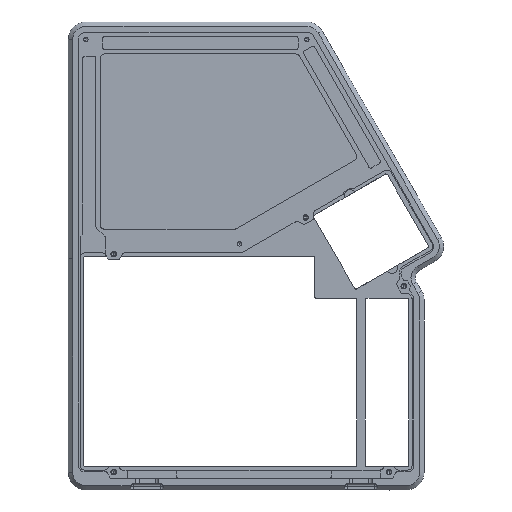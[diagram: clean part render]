
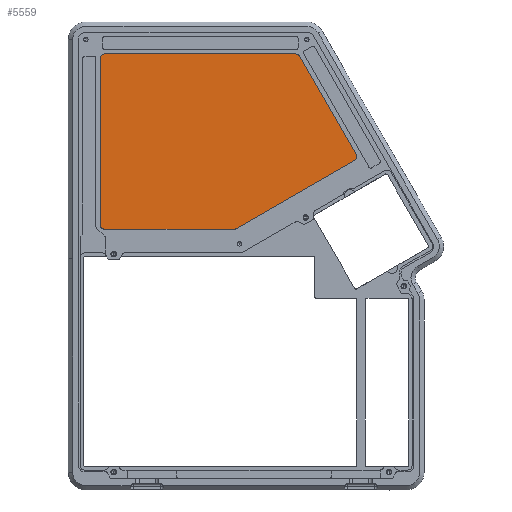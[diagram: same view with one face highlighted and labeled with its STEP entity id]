
A CAD part, front view. The second image highlights one B-rep face of the part: STEP entity #5559.
In plain terms, the highlighted planar face has unit normal (0, -1, 0).
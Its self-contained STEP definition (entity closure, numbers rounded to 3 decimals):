
#71 = VECTOR ( 'NONE', #2128, 1000. ) ;
#89 = CARTESIAN_POINT ( 'NONE',  ( 33.167, -8.7, 106.78 ) ) ;
#404 = CIRCLE ( 'NONE', #8013, 2. ) ;
#509 = ORIENTED_EDGE ( 'NONE', *, *, #2361, .T. ) ;
#851 = CARTESIAN_POINT ( 'NONE',  ( -54.121, -8.7, 108.78 ) ) ;
#863 = DIRECTION ( 'NONE',  ( 0., -1., 0. ) ) ;
#1163 = CARTESIAN_POINT ( 'NONE',  ( 34.899, -8.7, 107.78 ) ) ;
#1237 = CARTESIAN_POINT ( 'NONE',  ( -54.121, -8.7, 108.78 ) ) ;
#1433 = VERTEX_POINT ( 'NONE', #851 ) ;
#1594 = EDGE_CURVE ( 'NONE', #4643, #6179, #3827, .T. ) ;
#1689 = CARTESIAN_POINT ( 'NONE',  ( 60.049, -8.7, 60.219 ) ) ;
#1813 = ORIENTED_EDGE ( 'NONE', *, *, #1594, .T. ) ;
#2128 = DIRECTION ( 'NONE',  ( 0., 0., -1. ) ) ;
#2207 = VERTEX_POINT ( 'NONE', #9992 ) ;
#2361 = EDGE_CURVE ( 'NONE', #7327, #8960, #11220, .T. ) ;
#2396 = ORIENTED_EDGE ( 'NONE', *, *, #2636, .T. ) ;
#2425 = ORIENTED_EDGE ( 'NONE', *, *, #10459, .T. ) ;
#2588 = VECTOR ( 'NONE', #5001, 1000. ) ;
#2636 = EDGE_CURVE ( 'NONE', #8453, #3333, #404, .T. ) ;
#2864 = DIRECTION ( 'NONE',  ( 0., 0., -1. ) ) ;
#2931 = VECTOR ( 'NONE', #8607, 1000. ) ;
#2972 = AXIS2_PLACEMENT_3D ( 'NONE', #9942, #10616, #5490 ) ;
#2974 = AXIS2_PLACEMENT_3D ( 'NONE', #9785, #4493, #3579 ) ;
#2998 = LINE ( 'NONE', #1237, #7777 ) ;
#3118 = ORIENTED_EDGE ( 'NONE', *, *, #4530, .T. ) ;
#3333 = VERTEX_POINT ( 'NONE', #10367 ) ;
#3481 = ORIENTED_EDGE ( 'NONE', *, *, #9153, .T. ) ;
#3571 = CARTESIAN_POINT ( 'NONE',  ( -54.121, -8.7, 30.783 ) ) ;
#3579 = DIRECTION ( 'NONE',  ( 0., 0., 1. ) ) ;
#3591 = AXIS2_PLACEMENT_3D ( 'NONE', #9502, #863, #9557 ) ;
#3800 = VERTEX_POINT ( 'NONE', #10749 ) ;
#3827 = CIRCLE ( 'NONE', #7272, 2. ) ;
#4144 = LINE ( 'NONE', #9274, #2588 ) ;
#4493 = DIRECTION ( 'NONE',  ( 0., -1., 0. ) ) ;
#4502 = CARTESIAN_POINT ( 'NONE',  ( 5.064, -8.7, 30.783 ) ) ;
#4530 = EDGE_CURVE ( 'NONE', #8960, #2207, #8220, .T. ) ;
#4643 = VERTEX_POINT ( 'NONE', #8133 ) ;
#4657 = CARTESIAN_POINT ( 'NONE',  ( -56.121, -8.7, 106.78 ) ) ;
#4920 = CARTESIAN_POINT ( 'NONE',  ( 5.064, -8.7, 28.783 ) ) ;
#5001 = DIRECTION ( 'NONE',  ( -0.5, 0., 0.866 ) ) ;
#5249 = ORIENTED_EDGE ( 'NONE', *, *, #11033, .T. ) ;
#5490 = DIRECTION ( 'NONE',  ( 0., 0., -1. ) ) ;
#5527 = DIRECTION ( 'NONE',  ( -1., 0., 0. ) ) ;
#5559 = ADVANCED_FACE ( 'NONE', ( #9085 ), #5599, .T. ) ;
#5599 = PLANE ( 'NONE',  #2972 ) ;
#5677 = CARTESIAN_POINT ( 'NONE',  ( 6.064, -8.7, 29.051 ) ) ;
#5905 = CARTESIAN_POINT ( 'NONE',  ( -54.121, -8.7, 28.783 ) ) ;
#6145 = DIRECTION ( 'NONE',  ( 0., -1., 0. ) ) ;
#6179 = VERTEX_POINT ( 'NONE', #5905 ) ;
#6825 = DIRECTION ( 'NONE',  ( 0., 0., 1. ) ) ;
#6844 = CIRCLE ( 'NONE', #10491, 2. ) ;
#6969 = EDGE_CURVE ( 'NONE', #8810, #4643, #8093, .T. ) ;
#7060 = EDGE_LOOP ( 'NONE', ( #3118, #10319, #2396, #3481, #5249, #10883, #1813, #2425, #9231, #509 ) ) ;
#7272 = AXIS2_PLACEMENT_3D ( 'NONE', #3571, #9776, #9662 ) ;
#7283 = DIRECTION ( 'NONE',  ( 0., -1., 0. ) ) ;
#7327 = VERTEX_POINT ( 'NONE', #5677 ) ;
#7520 = EDGE_CURVE ( 'NONE', #2207, #8453, #4144, .T. ) ;
#7777 = VECTOR ( 'NONE', #5527, 1000. ) ;
#8013 = AXIS2_PLACEMENT_3D ( 'NONE', #89, #6145, #6825 ) ;
#8093 = LINE ( 'NONE', #10771, #71 ) ;
#8133 = CARTESIAN_POINT ( 'NONE',  ( -56.121, -8.7, 30.783 ) ) ;
#8220 = CIRCLE ( 'NONE', #2974, 2. ) ;
#8386 = LINE ( 'NONE', #4920, #8844 ) ;
#8453 = VERTEX_POINT ( 'NONE', #1163 ) ;
#8492 = EDGE_CURVE ( 'NONE', #3800, #7327, #6844, .T. ) ;
#8607 = DIRECTION ( 'NONE',  ( 0.866, 0., 0.5 ) ) ;
#8810 = VERTEX_POINT ( 'NONE', #4657 ) ;
#8844 = VECTOR ( 'NONE', #9248, 1000. ) ;
#8960 = VERTEX_POINT ( 'NONE', #10855 ) ;
#9085 = FACE_OUTER_BOUND ( 'NONE', #7060, .T. ) ;
#9153 = EDGE_CURVE ( 'NONE', #3333, #1433, #2998, .T. ) ;
#9231 = ORIENTED_EDGE ( 'NONE', *, *, #8492, .T. ) ;
#9238 = CIRCLE ( 'NONE', #3591, 2. ) ;
#9248 = DIRECTION ( 'NONE',  ( 1., 0., 0. ) ) ;
#9274 = CARTESIAN_POINT ( 'NONE',  ( 34.899, -8.7, 107.78 ) ) ;
#9502 = CARTESIAN_POINT ( 'NONE',  ( -54.121, -8.7, 106.78 ) ) ;
#9557 = DIRECTION ( 'NONE',  ( 0., 0., 1. ) ) ;
#9662 = DIRECTION ( 'NONE',  ( 0., 0., 1. ) ) ;
#9776 = DIRECTION ( 'NONE',  ( 0., -1., 0. ) ) ;
#9785 = CARTESIAN_POINT ( 'NONE',  ( 59.049, -8.7, 61.951 ) ) ;
#9942 = CARTESIAN_POINT ( 'NONE',  ( 5.973, -8.7, 27.383 ) ) ;
#9992 = CARTESIAN_POINT ( 'NONE',  ( 60.781, -8.7, 62.951 ) ) ;
#10319 = ORIENTED_EDGE ( 'NONE', *, *, #7520, .T. ) ;
#10367 = CARTESIAN_POINT ( 'NONE',  ( 33.167, -8.7, 108.78 ) ) ;
#10459 = EDGE_CURVE ( 'NONE', #6179, #3800, #8386, .T. ) ;
#10491 = AXIS2_PLACEMENT_3D ( 'NONE', #4502, #7283, #2864 ) ;
#10616 = DIRECTION ( 'NONE',  ( 0., -1., 0. ) ) ;
#10749 = CARTESIAN_POINT ( 'NONE',  ( 5.064, -8.7, 28.783 ) ) ;
#10771 = CARTESIAN_POINT ( 'NONE',  ( -56.121, -8.7, 30.783 ) ) ;
#10855 = CARTESIAN_POINT ( 'NONE',  ( 60.049, -8.7, 60.219 ) ) ;
#10883 = ORIENTED_EDGE ( 'NONE', *, *, #6969, .T. ) ;
#11033 = EDGE_CURVE ( 'NONE', #1433, #8810, #9238, .T. ) ;
#11220 = LINE ( 'NONE', #1689, #2931 ) ;
